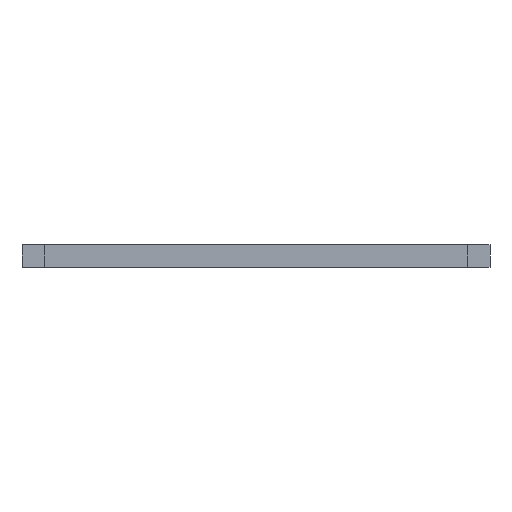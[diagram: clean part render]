
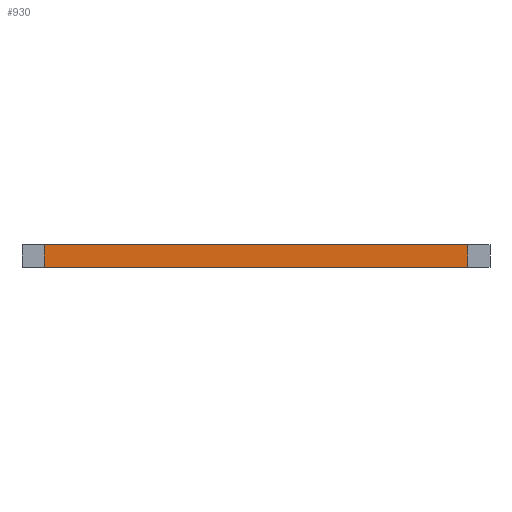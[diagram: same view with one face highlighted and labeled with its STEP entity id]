
A CAD part, left-side view. The second image highlights one B-rep face of the part: STEP entity #930.
In plain terms, the highlighted planar face has unit normal (-1, 0, 0).
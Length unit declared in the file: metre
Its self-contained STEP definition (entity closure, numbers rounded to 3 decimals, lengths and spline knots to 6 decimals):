
#140=ORIENTED_EDGE('',*,*,#373,.F.);
#141=ORIENTED_EDGE('',*,*,#372,.F.);
#142=ORIENTED_EDGE('',*,*,#374,.T.);
#143=ORIENTED_EDGE('',*,*,#375,.T.);
#372=EDGE_CURVE('',#473,#472,#592,.T.);
#373=EDGE_CURVE('',#472,#474,#593,.T.);
#374=EDGE_CURVE('',#473,#475,#594,.T.);
#375=EDGE_CURVE('',#475,#474,#595,.T.);
#472=VERTEX_POINT('',#1423);
#473=VERTEX_POINT('',#1425);
#474=VERTEX_POINT('',#1429);
#475=VERTEX_POINT('',#1431);
#592=LINE('',#1426,#724);
#593=LINE('',#1428,#725);
#594=LINE('',#1430,#726);
#595=LINE('',#1432,#727);
#724=VECTOR('',#1167,1.);
#725=VECTOR('',#1170,1.);
#726=VECTOR('',#1171,1.);
#727=VECTOR('',#1172,1.);
#792=EDGE_LOOP('',(#140,#141,#142,#143));
#838=FACE_BOUND('',#792,.T.);
#884=PLANE('',#991);
#930=ADVANCED_FACE('',(#838),#884,.T.);
#991=AXIS2_PLACEMENT_3D('',#1427,#1168,#1169);
#1167=DIRECTION('',(0.,0.,1.));
#1168=DIRECTION('',(-1.,0.,0.));
#1169=DIRECTION('',(0.,-1.,0.));
#1170=DIRECTION('',(0.,-1.,0.));
#1171=DIRECTION('',(0.,-1.,0.));
#1172=DIRECTION('',(0.,0.,1.));
#1423=CARTESIAN_POINT('',(0.01,-0.089,0.058));
#1425=CARTESIAN_POINT('',(0.01,-0.089,0.055));
#1426=CARTESIAN_POINT('',(0.01,-0.089,0.055));
#1427=CARTESIAN_POINT('',(0.01,-0.1175,0.055));
#1428=CARTESIAN_POINT('',(0.01,-0.1175,0.058));
#1429=CARTESIAN_POINT('',(0.01,-0.146,0.058));
#1430=CARTESIAN_POINT('',(0.01,-0.1175,0.055));
#1431=CARTESIAN_POINT('',(0.01,-0.146,0.055));
#1432=CARTESIAN_POINT('',(0.01,-0.146,0.055));
